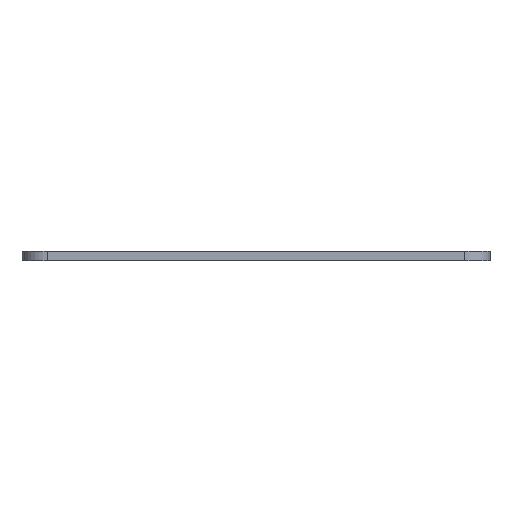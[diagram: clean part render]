
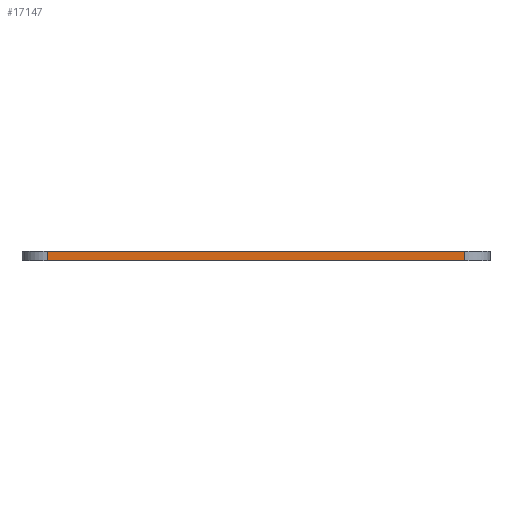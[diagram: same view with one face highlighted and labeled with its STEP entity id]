
A CAD part, left-side view. The second image highlights one B-rep face of the part: STEP entity #17147.
In plain terms, the highlighted planar face has unit normal (-1, 0, 0).
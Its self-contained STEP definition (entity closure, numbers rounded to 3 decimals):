
#91 = PLANE('',#92);
#92 = AXIS2_PLACEMENT_3D('',#93,#94,#95);
#93 = CARTESIAN_POINT('',(132.696,-66.995,1.6));
#94 = DIRECTION('',(0.,0.,1.));
#95 = DIRECTION('',(1.,0.,-0.));
#146 = PLANE('',#147);
#147 = AXIS2_PLACEMENT_3D('',#148,#149,#150);
#148 = CARTESIAN_POINT('',(132.696,-66.995,0.));
#149 = DIRECTION('',(0.,0.,1.));
#150 = DIRECTION('',(1.,0.,-0.));
#255 = CYLINDRICAL_SURFACE('',#256,4.445);
#256 = AXIS2_PLACEMENT_3D('',#257,#258,#259);
#257 = CARTESIAN_POINT('',(37.433,-30.448,0.));
#258 = DIRECTION('',(-0.,-0.,-1.));
#259 = DIRECTION('',(1.,0.,-0.));
#316 = VERTEX_POINT('',#317);
#317 = CARTESIAN_POINT('',(32.988,-30.448,0.));
#339 = EDGE_CURVE('',#340,#316,#342,.T.);
#340 = VERTEX_POINT('',#341);
#341 = CARTESIAN_POINT('',(32.988,-103.537,0.));
#342 = SURFACE_CURVE('',#343,(#347,#354),.PCURVE_S1.);
#343 = LINE('',#344,#345);
#344 = CARTESIAN_POINT('',(32.988,-103.537,0.));
#345 = VECTOR('',#346,1.);
#346 = DIRECTION('',(0.,1.,0.));
#347 = PCURVE('',#146,#348);
#348 = DEFINITIONAL_REPRESENTATION('',(#349),#353);
#349 = LINE('',#350,#351);
#350 = CARTESIAN_POINT('',(-99.707,-36.542));
#351 = VECTOR('',#352,1.);
#352 = DIRECTION('',(0.,1.));
#353 = ( GEOMETRIC_REPRESENTATION_CONTEXT(2) 
PARAMETRIC_REPRESENTATION_CONTEXT() REPRESENTATION_CONTEXT('2D SPACE',''
  ) );
#354 = PCURVE('',#355,#360);
#355 = PLANE('',#356);
#356 = AXIS2_PLACEMENT_3D('',#357,#358,#359);
#357 = CARTESIAN_POINT('',(32.988,-103.537,0.));
#358 = DIRECTION('',(-1.,0.,0.));
#359 = DIRECTION('',(0.,1.,0.));
#360 = DEFINITIONAL_REPRESENTATION('',(#361),#365);
#361 = LINE('',#362,#363);
#362 = CARTESIAN_POINT('',(0.,0.));
#363 = VECTOR('',#364,1.);
#364 = DIRECTION('',(1.,0.));
#365 = ( GEOMETRIC_REPRESENTATION_CONTEXT(2) 
PARAMETRIC_REPRESENTATION_CONTEXT() REPRESENTATION_CONTEXT('2D SPACE',''
  ) );
#384 = CYLINDRICAL_SURFACE('',#385,4.445);
#385 = AXIS2_PLACEMENT_3D('',#386,#387,#388);
#386 = CARTESIAN_POINT('',(37.433,-103.537,0.));
#387 = DIRECTION('',(-0.,-0.,-1.));
#388 = DIRECTION('',(1.,0.,-0.));
#9427 = VERTEX_POINT('',#9428);
#9428 = CARTESIAN_POINT('',(32.988,-30.448,1.6));
#9450 = EDGE_CURVE('',#9451,#9427,#9453,.T.);
#9451 = VERTEX_POINT('',#9452);
#9452 = CARTESIAN_POINT('',(32.988,-103.537,1.6));
#9453 = SURFACE_CURVE('',#9454,(#9458,#9465),.PCURVE_S1.);
#9454 = LINE('',#9455,#9456);
#9455 = CARTESIAN_POINT('',(32.988,-103.537,1.6));
#9456 = VECTOR('',#9457,1.);
#9457 = DIRECTION('',(0.,1.,0.));
#9458 = PCURVE('',#91,#9459);
#9459 = DEFINITIONAL_REPRESENTATION('',(#9460),#9464);
#9460 = LINE('',#9461,#9462);
#9461 = CARTESIAN_POINT('',(-99.707,-36.542));
#9462 = VECTOR('',#9463,1.);
#9463 = DIRECTION('',(0.,1.));
#9464 = ( GEOMETRIC_REPRESENTATION_CONTEXT(2) 
PARAMETRIC_REPRESENTATION_CONTEXT() REPRESENTATION_CONTEXT('2D SPACE',''
  ) );
#9465 = PCURVE('',#355,#9466);
#9466 = DEFINITIONAL_REPRESENTATION('',(#9467),#9471);
#9467 = LINE('',#9468,#9469);
#9468 = CARTESIAN_POINT('',(0.,-1.6));
#9469 = VECTOR('',#9470,1.);
#9470 = DIRECTION('',(1.,0.));
#9471 = ( GEOMETRIC_REPRESENTATION_CONTEXT(2) 
PARAMETRIC_REPRESENTATION_CONTEXT() REPRESENTATION_CONTEXT('2D SPACE',''
  ) );
#17099 = EDGE_CURVE('',#316,#9427,#17100,.T.);
#17100 = SURFACE_CURVE('',#17101,(#17105,#17112),.PCURVE_S1.);
#17101 = LINE('',#17102,#17103);
#17102 = CARTESIAN_POINT('',(32.988,-30.448,0.));
#17103 = VECTOR('',#17104,1.);
#17104 = DIRECTION('',(0.,0.,1.));
#17105 = PCURVE('',#255,#17106);
#17106 = DEFINITIONAL_REPRESENTATION('',(#17107),#17111);
#17107 = LINE('',#17108,#17109);
#17108 = CARTESIAN_POINT('',(-3.142,0.));
#17109 = VECTOR('',#17110,1.);
#17110 = DIRECTION('',(-0.,-1.));
#17111 = ( GEOMETRIC_REPRESENTATION_CONTEXT(2) 
PARAMETRIC_REPRESENTATION_CONTEXT() REPRESENTATION_CONTEXT('2D SPACE',''
  ) );
#17112 = PCURVE('',#355,#17113);
#17113 = DEFINITIONAL_REPRESENTATION('',(#17114),#17118);
#17114 = LINE('',#17115,#17116);
#17115 = CARTESIAN_POINT('',(73.089,0.));
#17116 = VECTOR('',#17117,1.);
#17117 = DIRECTION('',(0.,-1.));
#17118 = ( GEOMETRIC_REPRESENTATION_CONTEXT(2) 
PARAMETRIC_REPRESENTATION_CONTEXT() REPRESENTATION_CONTEXT('2D SPACE',''
  ) );
#17147 = ADVANCED_FACE('',(#17148),#355,.T.);
#17148 = FACE_BOUND('',#17149,.T.);
#17149 = EDGE_LOOP('',(#17150,#17171,#17172,#17173));
#17150 = ORIENTED_EDGE('',*,*,#17151,.T.);
#17151 = EDGE_CURVE('',#340,#9451,#17152,.T.);
#17152 = SURFACE_CURVE('',#17153,(#17157,#17164),.PCURVE_S1.);
#17153 = LINE('',#17154,#17155);
#17154 = CARTESIAN_POINT('',(32.988,-103.537,0.));
#17155 = VECTOR('',#17156,1.);
#17156 = DIRECTION('',(0.,0.,1.));
#17157 = PCURVE('',#355,#17158);
#17158 = DEFINITIONAL_REPRESENTATION('',(#17159),#17163);
#17159 = LINE('',#17160,#17161);
#17160 = CARTESIAN_POINT('',(0.,0.));
#17161 = VECTOR('',#17162,1.);
#17162 = DIRECTION('',(0.,-1.));
#17163 = ( GEOMETRIC_REPRESENTATION_CONTEXT(2) 
PARAMETRIC_REPRESENTATION_CONTEXT() REPRESENTATION_CONTEXT('2D SPACE',''
  ) );
#17164 = PCURVE('',#384,#17165);
#17165 = DEFINITIONAL_REPRESENTATION('',(#17166),#17170);
#17166 = LINE('',#17167,#17168);
#17167 = CARTESIAN_POINT('',(-3.142,0.));
#17168 = VECTOR('',#17169,1.);
#17169 = DIRECTION('',(-0.,-1.));
#17170 = ( GEOMETRIC_REPRESENTATION_CONTEXT(2) 
PARAMETRIC_REPRESENTATION_CONTEXT() REPRESENTATION_CONTEXT('2D SPACE',''
  ) );
#17171 = ORIENTED_EDGE('',*,*,#9450,.T.);
#17172 = ORIENTED_EDGE('',*,*,#17099,.F.);
#17173 = ORIENTED_EDGE('',*,*,#339,.F.);
